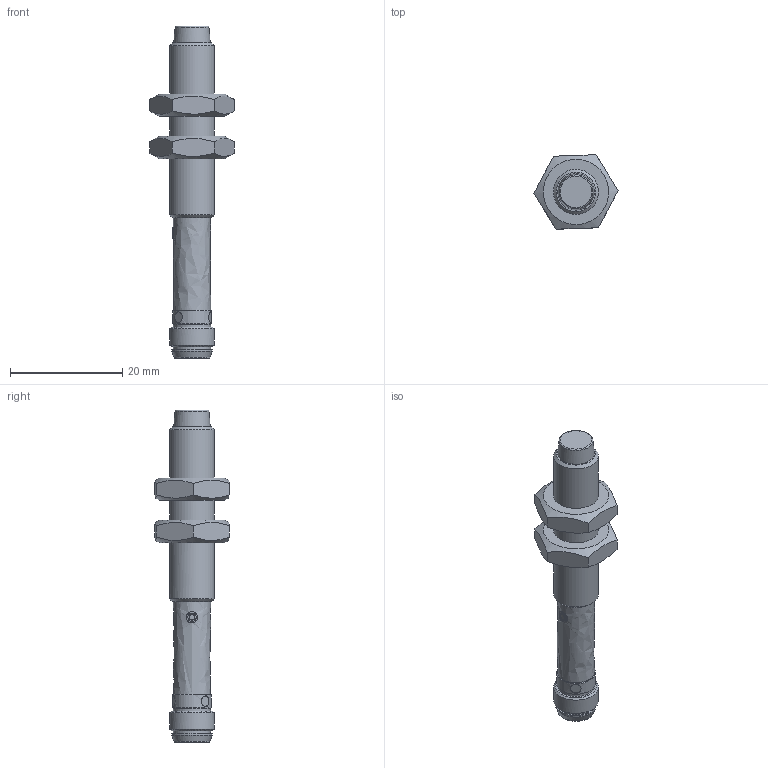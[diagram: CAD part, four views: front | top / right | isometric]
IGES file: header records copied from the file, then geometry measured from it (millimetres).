
Global section: file name: KDCT 08 V03 G3-T4; native system: Autodesk Inventor 2015; preprocessor: unknown; author: lck; date: 20150721.111134; units: millimetre
Bounding box: 15 x 13.25 x 59.1 mm (x, y, z)
Volume: 3245.1 mm3; surface area: 2232.3 mm2
Topology: 4 solids, 4 shells, 105 faces, 233 edges, 152 vertices
Faces by surface type: bspline 105
